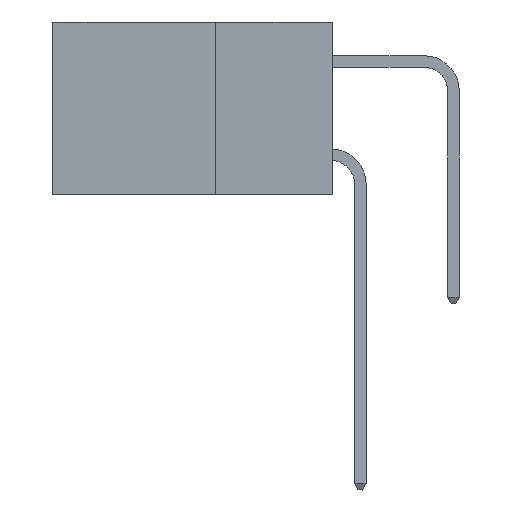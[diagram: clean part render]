
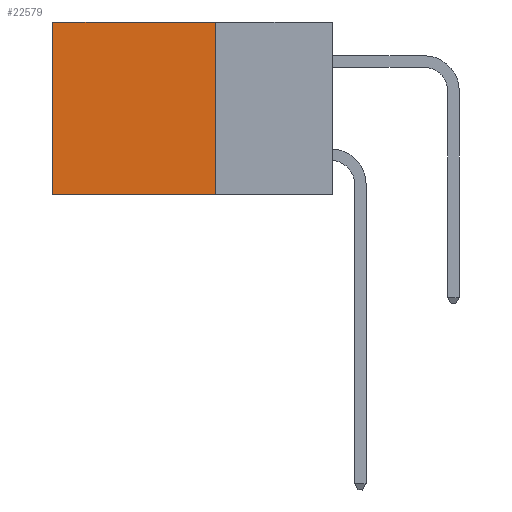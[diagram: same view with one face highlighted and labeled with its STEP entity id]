
A CAD part, left-side view. The second image highlights one B-rep face of the part: STEP entity #22579.
In plain terms, the highlighted planar face has unit normal (-1, 0, 0).
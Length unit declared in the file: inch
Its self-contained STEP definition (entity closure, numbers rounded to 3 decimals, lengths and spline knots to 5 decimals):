
#860 = FACE_OUTER_BOUND ( 'NONE', #16749, .T. ) ;
#1029 = CARTESIAN_POINT ( 'NONE',  ( 0.298, 0.25, 0. ) ) ;
#1612 = DIRECTION ( 'NONE',  ( 0., 0., -1. ) ) ;
#1862 = ORIENTED_EDGE ( 'NONE', *, *, #16427, .T. ) ;
#1868 = VERTEX_POINT ( 'NONE', #6518 ) ;
#2221 = LINE ( 'NONE', #15586, #11516 ) ;
#3192 = EDGE_CURVE ( 'NONE', #9636, #14405, #20475, .T. ) ;
#3509 = ORIENTED_EDGE ( 'NONE', *, *, #9608, .F. ) ;
#6336 = DIRECTION ( 'NONE',  ( 0., 0., -1. ) ) ;
#6518 = CARTESIAN_POINT ( 'NONE',  ( 0.298, 0.25, -0.37 ) ) ;
#9608 = EDGE_CURVE ( 'NONE', #13635, #1868, #2221, .T. ) ;
#9636 = VERTEX_POINT ( 'NONE', #21232 ) ;
#9845 = LINE ( 'NONE', #9870, #14158 ) ;
#9870 = CARTESIAN_POINT ( 'NONE',  ( 0.298, 0.25, 0. ) ) ;
#10308 = DIRECTION ( 'NONE',  ( 0., 1., 0. ) ) ;
#10436 = DIRECTION ( 'NONE',  ( 0., 0., -1. ) ) ;
#11516 = VECTOR ( 'NONE', #6336, 39.37008 ) ;
#12716 = DIRECTION ( 'NONE',  ( 1., 0., 0. ) ) ;
#13635 = VERTEX_POINT ( 'NONE', #1029 ) ;
#14158 = VECTOR ( 'NONE', #19122, 39.37008 ) ;
#14220 = ORIENTED_EDGE ( 'NONE', *, *, #18528, .F. ) ;
#14405 = VERTEX_POINT ( 'NONE', #17923 ) ;
#15016 = VECTOR ( 'NONE', #10436, 39.37008 ) ;
#15586 = CARTESIAN_POINT ( 'NONE',  ( 0.298, 0.25, 0. ) ) ;
#15623 = ORIENTED_EDGE ( 'NONE', *, *, #3192, .T. ) ;
#16427 = EDGE_CURVE ( 'NONE', #13635, #9636, #9845, .T. ) ;
#16749 = EDGE_LOOP ( 'NONE', ( #15623, #14220, #3509, #1862 ) ) ;
#17196 = VECTOR ( 'NONE', #10308, 39.37008 ) ;
#17923 = CARTESIAN_POINT ( 'NONE',  ( 0.298, 0.6, -0.37 ) ) ;
#18351 = LINE ( 'NONE', #21387, #17196 ) ;
#18528 = EDGE_CURVE ( 'NONE', #1868, #14405, #18351, .T. ) ;
#19122 = DIRECTION ( 'NONE',  ( 0., 1., 0. ) ) ;
#20060 = PLANE ( 'NONE',  #21089 ) ;
#20475 = LINE ( 'NONE', #23687, #15016 ) ;
#21089 = AXIS2_PLACEMENT_3D ( 'NONE', #23794, #12716, #1612 ) ;
#21232 = CARTESIAN_POINT ( 'NONE',  ( 0.298, 0.6, 0. ) ) ;
#21387 = CARTESIAN_POINT ( 'NONE',  ( 0.298, 0.25, -0.37 ) ) ;
#22579 = ADVANCED_FACE ( 'NONE', ( #860 ), #20060, .F. ) ;
#23687 = CARTESIAN_POINT ( 'NONE',  ( 0.298, 0.6, 0. ) ) ;
#23794 = CARTESIAN_POINT ( 'NONE',  ( 0.298, 0.25, 0. ) ) ;
